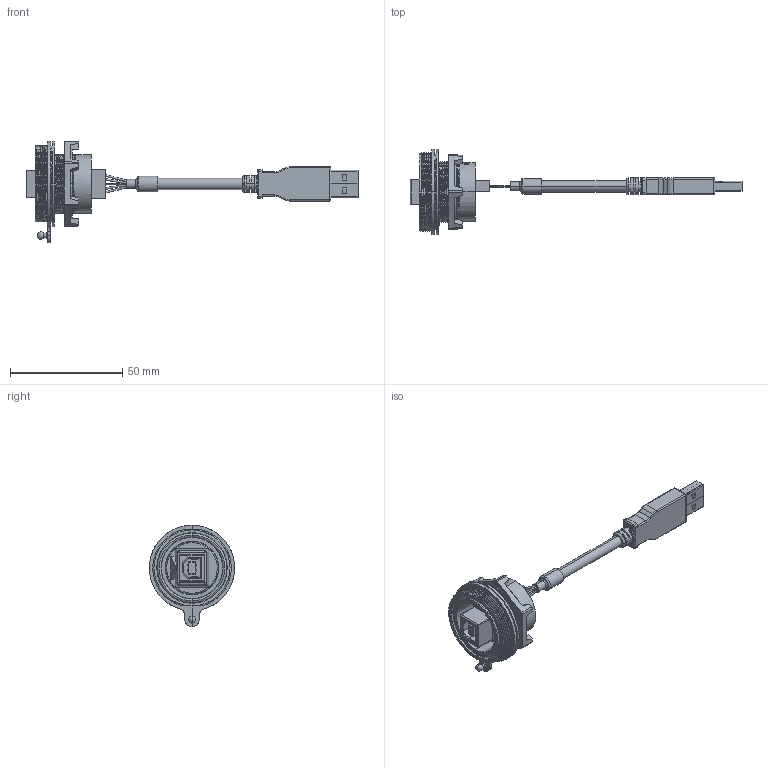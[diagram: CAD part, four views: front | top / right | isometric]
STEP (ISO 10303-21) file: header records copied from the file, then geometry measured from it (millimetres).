
FILE_DESCRIPTION(('STEP AP242'),'1');
FILE_NAME('px0844-b-0m50-a.stp','2023-03-21T13:10:33',('TraceParts'),('TraceParts S.A.'),'Spatial InterOp 3D',' ',' ');
FILE_SCHEMA(('AP242_MANAGED_MODEL_BASED_3D_ENGINEERING_MIM_LF {1 0 10303 442 1 1 4}'));
Length unit declared in the file: millimetre
Products named in the file (1): LIST_PX0844-X-0M50-X_SW0003
Bounding box: 147.58 x 37.93 x 45.09 mm (x, y, z)
Volume: 17764.2 mm3; surface area: 17491.6 mm2
Topology: 2 solids, 2 shells, 1090 faces, 2900 edges, 1821 vertices
Faces by surface type: plane 619, cylinder 260, bspline 104, cone 48, torus 45, sphere 14
Entity records: 41464 total; most frequent: CARTESIAN_POINT 15351, ORIENTED_EDGE 5796, DIRECTION 4897, EDGE_CURVE 2898, VERTEX_POINT 1822, LINE 1657, VECTOR 1657, AXIS2_PLACEMENT_3D 1620
